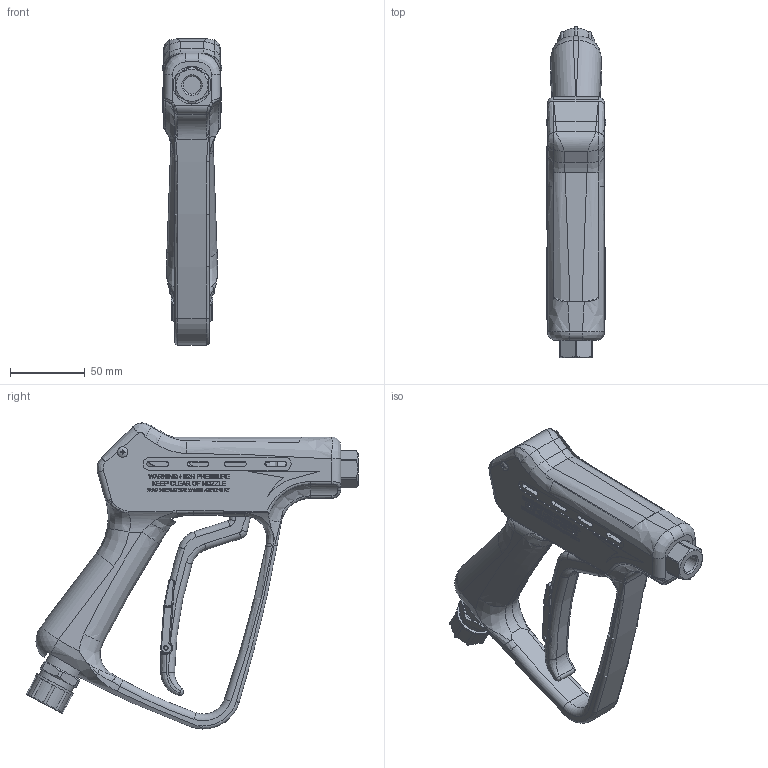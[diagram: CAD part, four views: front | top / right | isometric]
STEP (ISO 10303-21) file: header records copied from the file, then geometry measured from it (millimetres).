
FILE_DESCRIPTION(/* description */ ('Unknown'),/* implementation_level */ '2;1');
FILE_NAME(/* name */ '203600555_1',/* time_stamp */ '2021-04-20T11:00:56+02:00',/* author */ ('Unknown'),/* organization */ ('Unknown'),/* preprocessor_version */ 'ST-DEVELOPER v16.7',/* originating_system */ 'Solid Edge',/* authorisation */ 'Unknown');
FILE_SCHEMA (('AUTOMOTIVE_DESIGN {1 0 10303 214 3 1 1}'));
Products named in the file (1): 20 3600 555_200421
Bounding box: 39.95 x 222.02 x 204.65 mm (x, y, z)
Volume: 412926.2 mm3; surface area: 122705.3 mm2
Topology: 1 solids, 6 shells, 2541 faces, 6700 edges, 4317 vertices
Faces by surface type: plane 1305, bspline 747, cylinder 354, torus 70, cone 41, sphere 24
Full cylindrical faces by diameter (mm): 2 x3, 3 x3, 3.5 x2, 4 x1, 5 x2, 6.45 x2, 6.5 x2, 6.9 x2, 7 x2, 11.82 x1, 16 x1, 18 x1, 20 x1, 20.5 x1, 22 x1, 22.3 x1, 24.5 x1, 25 x1, 25.3 x1, 27.8 x1
Entity records: 100898 total; most frequent: CARTESIAN_POINT 44439, ORIENTED_EDGE 13106, DIRECTION 8989, EDGE_CURVE 6553, VERTEX_POINT 4277, LINE 3685, VECTOR 3685, FACE_BOUND 2866
